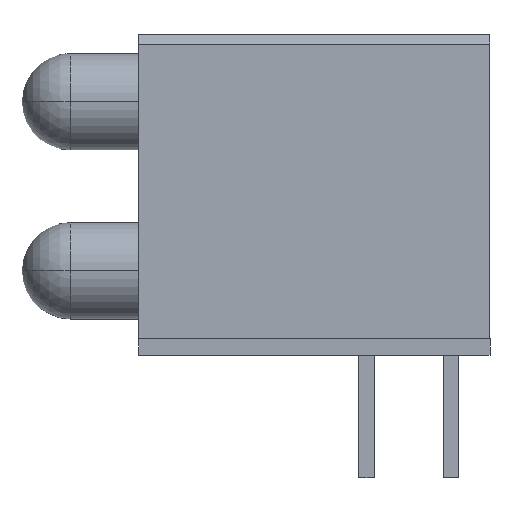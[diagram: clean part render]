
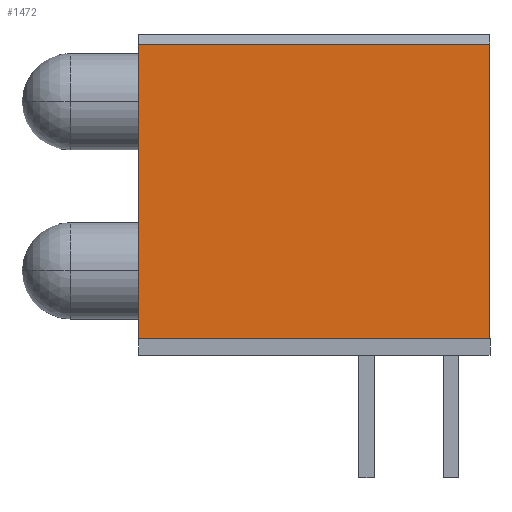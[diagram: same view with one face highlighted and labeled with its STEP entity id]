
A CAD part, front view. The second image highlights one B-rep face of the part: STEP entity #1472.
In plain terms, the highlighted planar face has unit normal (0, -1, 0).
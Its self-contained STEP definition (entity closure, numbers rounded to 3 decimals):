
#1307=CARTESIAN_POINT('',(-8.11,-2.16,9.35));
#1308=VERTEX_POINT('',#1307);
#1315=CARTESIAN_POINT('',(2.44,-2.16,9.35));
#1316=VERTEX_POINT('',#1315);
#1317=CARTESIAN_POINT('',(-8.11,-2.16,9.35));
#1318=DIRECTION('',(1.0,0.0,0.0));
#1319=VECTOR('',#1318,10.55);
#1320=LINE('',#1317,#1319);
#1321=EDGE_CURVE('',#1308,#1316,#1320,.T.);
#1377=CARTESIAN_POINT('',(2.44,-2.16,0.5));
#1378=VERTEX_POINT('',#1377);
#1379=CARTESIAN_POINT('',(2.44,-2.16,0.5));
#1380=DIRECTION('',(0.0,0.0,1.0));
#1381=VECTOR('',#1380,8.85);
#1382=LINE('',#1379,#1381);
#1383=EDGE_CURVE('',#1378,#1316,#1382,.T.);
#1418=CARTESIAN_POINT('',(-8.11,-2.16,0.5));
#1419=VERTEX_POINT('',#1418);
#1426=CARTESIAN_POINT('',(-8.11,-2.16,0.5));
#1427=DIRECTION('',(0.0,0.0,1.0));
#1428=VECTOR('',#1427,8.85);
#1429=LINE('',#1426,#1428);
#1430=EDGE_CURVE('',#1419,#1308,#1429,.T.);
#1456=CARTESIAN_POINT('',(2.44,-2.16,0.5));
#1457=DIRECTION('',(0.0,-1.0,0.0));
#1458=DIRECTION('',(0.0,0.0,-1.0));
#1459=AXIS2_PLACEMENT_3D('',#1456,#1457,#1458);
#1460=PLANE('',#1459);
#1461=ORIENTED_EDGE('',*,*,#1321,.F.);
#1462=ORIENTED_EDGE('',*,*,#1430,.F.);
#1463=CARTESIAN_POINT('',(2.44,-2.16,0.5));
#1464=DIRECTION('',(-1.0,0.0,0.0));
#1465=VECTOR('',#1464,10.55);
#1466=LINE('',#1463,#1465);
#1467=EDGE_CURVE('',#1378,#1419,#1466,.T.);
#1468=ORIENTED_EDGE('',*,*,#1467,.F.);
#1469=ORIENTED_EDGE('',*,*,#1383,.T.);
#1470=EDGE_LOOP('',(#1461,#1462,#1468,#1469));
#1471=FACE_OUTER_BOUND('',#1470,.T.);
#1472=ADVANCED_FACE('',(#1471),#1460,.T.);
